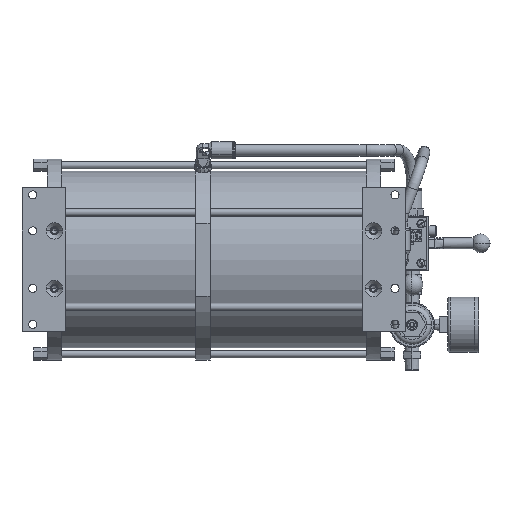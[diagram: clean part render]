
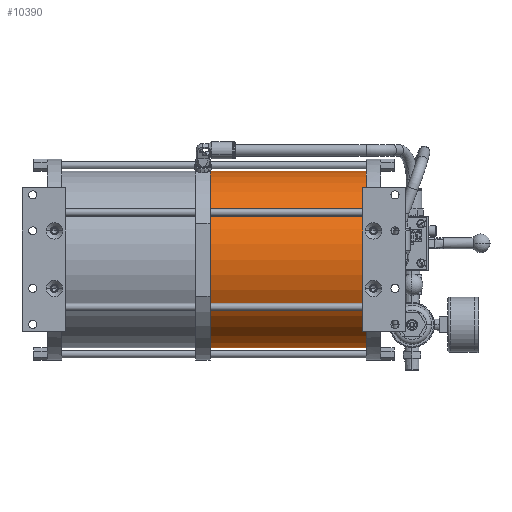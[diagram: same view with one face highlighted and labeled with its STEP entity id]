
A CAD part, front view. The second image highlights one B-rep face of the part: STEP entity #10390.
In plain terms, the highlighted cylindrical face has radius 77.889 mm (diameter 155.778 mm), a partial arc.
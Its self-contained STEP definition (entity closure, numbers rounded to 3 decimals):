
#842=CARTESIAN_POINT('',(0.,88.9,-63.5));
#843=DIRECTION('',(-1.,0.,0.));
#844=DIRECTION('',(0.,0.,-1.));
#845=AXIS2_PLACEMENT_3D('',#842,#843,#844);
#1863=CARTESIAN_POINT('',(137.82,88.9,-63.5));
#1864=DIRECTION('',(-1.,0.,0.));
#1865=DIRECTION('',(0.,0.,-1.));
#1866=AXIS2_PLACEMENT_3D('',#1863,#1864,#1865);
#3807=DIRECTION('',(1.,0.,0.));
#3808=VECTOR('',#3807,137.82);
#3809=CARTESIAN_POINT('',(0.,88.9,14.389));
#3810=LINE('',#3809,#3808);
#3811=DIRECTION('',(-1.,0.,0.));
#3812=VECTOR('',#3811,137.82);
#3813=CARTESIAN_POINT('',(137.82,88.9,-141.389));
#3814=LINE('',#3813,#3812);
#4759=CARTESIAN_POINT('',(137.82,88.9,14.389));
#4760=CARTESIAN_POINT('',(137.82,88.9,-141.389));
#4761=VERTEX_POINT('',#4759);
#4762=VERTEX_POINT('',#4760);
#4989=CARTESIAN_POINT('',(0.,88.9,14.389));
#4990=CARTESIAN_POINT('',(0.,88.9,-141.389));
#4991=VERTEX_POINT('',#4989);
#4992=VERTEX_POINT('',#4990);
#10379=CARTESIAN_POINT('',(143.198,88.9,-63.5));
#10380=DIRECTION('',(-1.,0.,0.));
#10381=DIRECTION('',(0.,0.,1.));
#10382=AXIS2_PLACEMENT_3D('',#10379,#10380,#10381);
#10383=CYLINDRICAL_SURFACE('',#10382,77.889);
#10384=ORIENTED_EDGE('',*,*,#10370,.T.);
#10385=ORIENTED_EDGE('',*,*,#7634,.F.);
#10386=ORIENTED_EDGE('',*,*,#10373,.T.);
#10387=ORIENTED_EDGE('',*,*,#6416,.T.);
#10388=EDGE_LOOP('',(#10384,#10385,#10386,#10387));
#10389=FACE_OUTER_BOUND('',#10388,.F.);
#10390=ADVANCED_FACE('',(#10389),#10383,.T.);
#846=CIRCLE('',#845,77.889);
#1867=CIRCLE('',#1866,77.889);
#6416=EDGE_CURVE('',#4992,#4991,#846,.T.);
#7634=EDGE_CURVE('',#4762,#4761,#1867,.T.);
#10370=EDGE_CURVE('',#4991,#4761,#3810,.T.);
#10373=EDGE_CURVE('',#4762,#4992,#3814,.T.);
